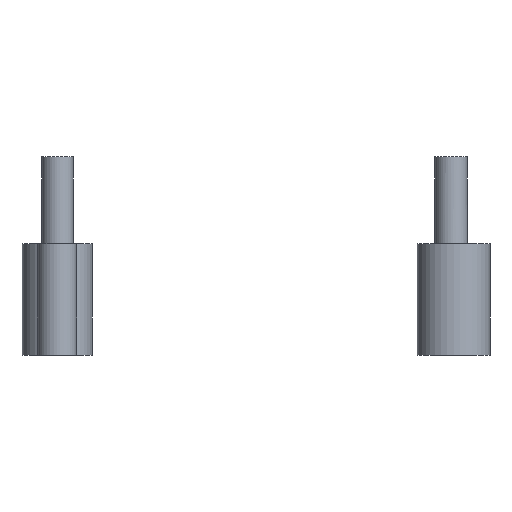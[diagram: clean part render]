
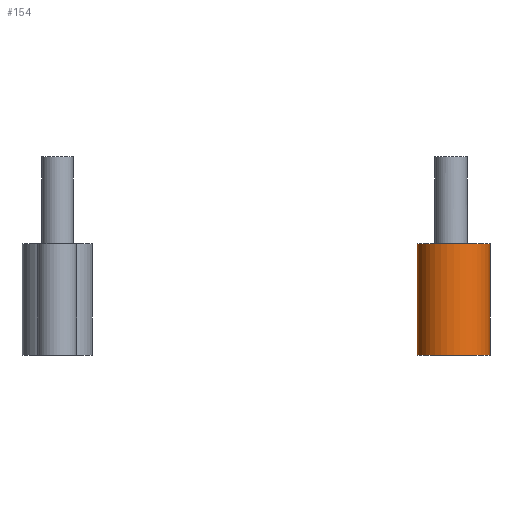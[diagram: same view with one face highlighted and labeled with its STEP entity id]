
A CAD part, front view. The second image highlights one B-rep face of the part: STEP entity #154.
In plain terms, the highlighted cylindrical face has radius 2.942 mm (diameter 5.884 mm), a full revolution.
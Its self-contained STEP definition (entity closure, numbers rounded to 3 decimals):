
#32=FACE_BOUND('',#57,.T.);
#39=FACE_OUTER_BOUND('',#56,.T.);
#56=EDGE_LOOP('',(#120));
#57=EDGE_LOOP('',(#121));
#80=CIRCLE('',#177,2.942);
#81=CIRCLE('',#178,2.942);
#94=VERTEX_POINT('',#273);
#95=VERTEX_POINT('',#275);
#106=EDGE_CURVE('',#94,#94,#80,.T.);
#107=EDGE_CURVE('',#95,#95,#81,.T.);
#120=ORIENTED_EDGE('',*,*,#106,.F.);
#121=ORIENTED_EDGE('',*,*,#107,.F.);
#148=CYLINDRICAL_SURFACE('',#176,2.942);
#154=ADVANCED_FACE('',(#39,#32),#148,.T.);
#176=AXIS2_PLACEMENT_3D('',#272,#209,#210);
#177=AXIS2_PLACEMENT_3D('',#274,#211,#212);
#178=AXIS2_PLACEMENT_3D('',#276,#213,#214);
#209=DIRECTION('center_axis',(0.,0.,1.));
#210=DIRECTION('ref_axis',(-1.,0.,0.));
#211=DIRECTION('center_axis',(0.,0.,1.));
#212=DIRECTION('ref_axis',(-1.,0.,0.));
#213=DIRECTION('center_axis',(0.,0.,-1.));
#214=DIRECTION('ref_axis',(-1.,0.,0.));
#272=CARTESIAN_POINT('Origin',(35.903,-7.909,0.));
#273=CARTESIAN_POINT('',(38.844,-7.909,9.));
#274=CARTESIAN_POINT('Origin',(35.903,-7.909,9.));
#275=CARTESIAN_POINT('',(38.844,-7.909,0.));
#276=CARTESIAN_POINT('Origin',(35.903,-7.909,0.));
